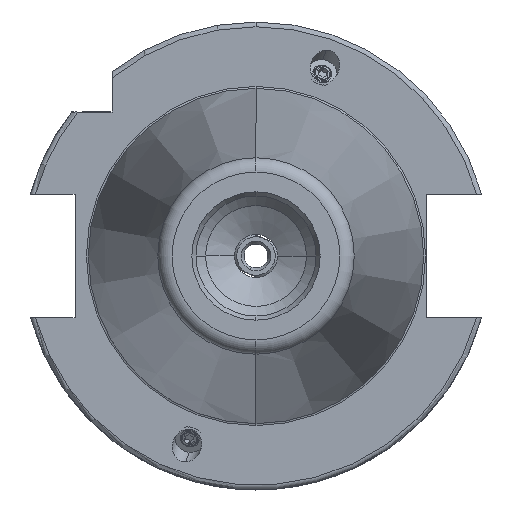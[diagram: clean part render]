
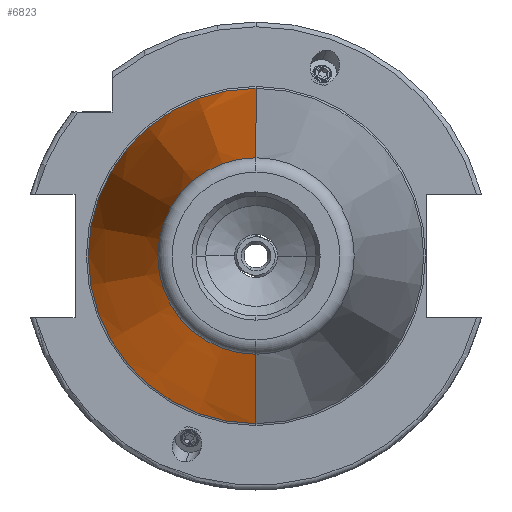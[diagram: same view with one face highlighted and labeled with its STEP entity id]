
A CAD part, left-side view. The second image highlights one B-rep face of the part: STEP entity #6823.
In plain terms, the highlighted conical face has half-angle 8.297 degrees and reference radius 34.925 mm.
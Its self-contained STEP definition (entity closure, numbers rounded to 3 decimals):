
#139 = CARTESIAN_POINT ( 'NONE',  ( 0., 34.925, 0. ) ) ;
#232 = EDGE_CURVE ( 'NONE', #2322, #1216, #9235, .T. ) ;
#387 = DIRECTION ( 'NONE',  ( 1., 0., 0. ) ) ;
#392 = CARTESIAN_POINT ( 'NONE',  ( 0., -34.925, 0. ) ) ;
#407 = DIRECTION ( 'NONE',  ( 0.99, -0.144, 0. ) ) ;
#1216 = VERTEX_POINT ( 'NONE', #1390 ) ;
#1309 = CARTESIAN_POINT ( 'NONE',  ( -99.183, -20.461, 0. ) ) ;
#1390 = CARTESIAN_POINT ( 'NONE',  ( 0., 34.925, 0. ) ) ;
#1425 = CARTESIAN_POINT ( 'NONE',  ( -99.183, 20.461, 0. ) ) ;
#2211 = AXIS2_PLACEMENT_3D ( 'NONE', #11475, #3440, #5087 ) ;
#2322 = VERTEX_POINT ( 'NONE', #1425 ) ;
#3125 = EDGE_CURVE ( 'NONE', #3608, #10020, #8328, .T. ) ;
#3440 = DIRECTION ( 'NONE',  ( -1., 0., 0. ) ) ;
#3588 = VECTOR ( 'NONE', #4833, 1000. ) ;
#3608 = VERTEX_POINT ( 'NONE', #1309 ) ;
#4268 = AXIS2_PLACEMENT_3D ( 'NONE', #5657, #7291, #6529 ) ;
#4652 = CIRCLE ( 'NONE', #2211, 34.925 ) ;
#4833 = DIRECTION ( 'NONE',  ( 0.99, 0.144, 0. ) ) ;
#5087 = DIRECTION ( 'NONE',  ( 0., -1., 0. ) ) ;
#5183 = AXIS2_PLACEMENT_3D ( 'NONE', #6359, #387, #7290 ) ;
#5552 = ORIENTED_EDGE ( 'NONE', *, *, #8068, .F. ) ;
#5599 = VECTOR ( 'NONE', #407, 1000. ) ;
#5657 = CARTESIAN_POINT ( 'NONE',  ( -99.183, 0., 0. ) ) ;
#5682 = EDGE_CURVE ( 'NONE', #10020, #1216, #4652, .T. ) ;
#5796 = CARTESIAN_POINT ( 'NONE',  ( 0., -34.925, 0. ) ) ;
#6359 = CARTESIAN_POINT ( 'NONE',  ( 0., 0., 0. ) ) ;
#6529 = DIRECTION ( 'NONE',  ( 0., -1., 0. ) ) ;
#6691 = CONICAL_SURFACE ( 'NONE', #5183, 34.925, 0.145 ) ;
#6823 = ADVANCED_FACE ( 'NONE', ( #9114 ), #6691, .T. ) ;
#6926 = ORIENTED_EDGE ( 'NONE', *, *, #5682, .T. ) ;
#7290 = DIRECTION ( 'NONE',  ( 0., 1., 0. ) ) ;
#7291 = DIRECTION ( 'NONE',  ( -1., 0., 0. ) ) ;
#7753 = ORIENTED_EDGE ( 'NONE', *, *, #232, .F. ) ;
#8068 = EDGE_CURVE ( 'NONE', #3608, #2322, #8770, .T. ) ;
#8328 = LINE ( 'NONE', #5796, #5599 ) ;
#8532 = ORIENTED_EDGE ( 'NONE', *, *, #3125, .T. ) ;
#8770 = CIRCLE ( 'NONE', #4268, 20.461 ) ;
#9114 = FACE_OUTER_BOUND ( 'NONE', #11300, .T. ) ;
#9235 = LINE ( 'NONE', #139, #3588 ) ;
#10020 = VERTEX_POINT ( 'NONE', #392 ) ;
#11300 = EDGE_LOOP ( 'NONE', ( #5552, #8532, #6926, #7753 ) ) ;
#11475 = CARTESIAN_POINT ( 'NONE',  ( 0., 0., 0. ) ) ;
